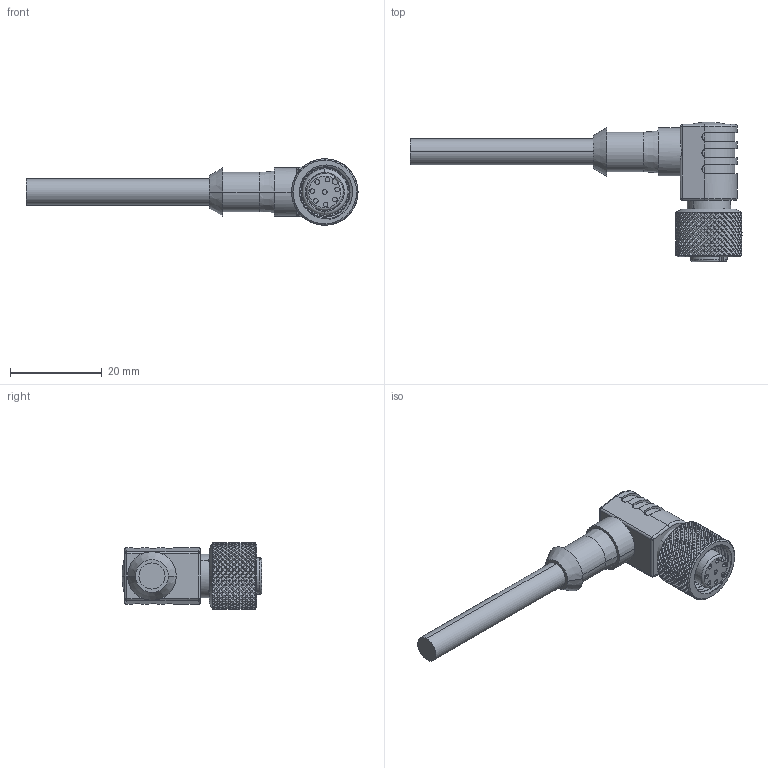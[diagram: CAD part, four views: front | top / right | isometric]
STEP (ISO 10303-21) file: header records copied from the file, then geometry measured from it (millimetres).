
FILE_DESCRIPTION((''),'2;1');
FILE_NAME('223543_ASM','2021-06-02T10:17:16',('PDMAdmin'),('BANNER ENGINEERING'),'CREO PARAMETRIC BY PTC INC, 2019292','CREO PARAMETRIC BY PTC INC, 2019292','');
FILE_SCHEMA(('CONFIG_CONTROL_DESIGN'));
Products named in the file (9): 135596; 134573; 306-00194; 134577_ASM; 134569; 134568; CABLE_570_8COND_70975_AF0; 192098_AF0_ASM; 223543_ASM
Assembly tree (15 placements, depth 4):
  223543_ASM
    192098_AF0_ASM
      135596
      134577_ASM
        134573
        306-00194  x8
      134569
      134568
      CABLE_570_8COND_70975_AF0
Bounding box: 72.55 x 30.5 x 14.5 mm (x, y, z)
Volume: 5878.8 mm3; surface area: 6771 mm2
Topology: 13 solids, 13 shells, 4182 faces, 9066 edges, 4941 vertices
Faces by surface type: bspline 2587, cylinder 924, plane 598, torus 59, cone 10, sphere 4
Entity records: 204083 total; most frequent: CARTESIAN_POINT 143424, ORIENTED_EDGE 16406, EDGE_CURVE 8203, B_SPLINE_CURVE_WITH_KNOTS 6587, DIRECTION 4872, VERTEX_POINT 4423, EDGE_LOOP 3880, FACE_OUTER_BOUND 3825
